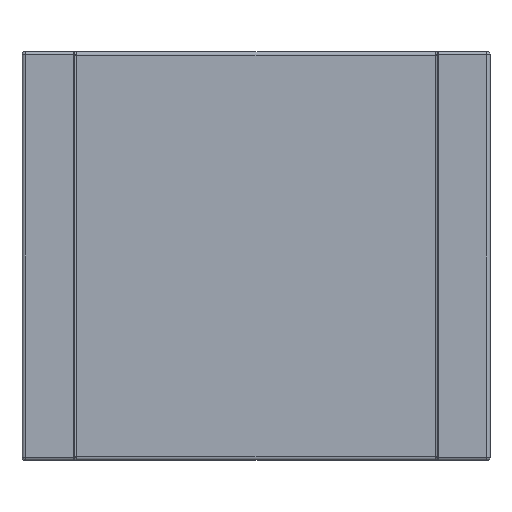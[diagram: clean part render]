
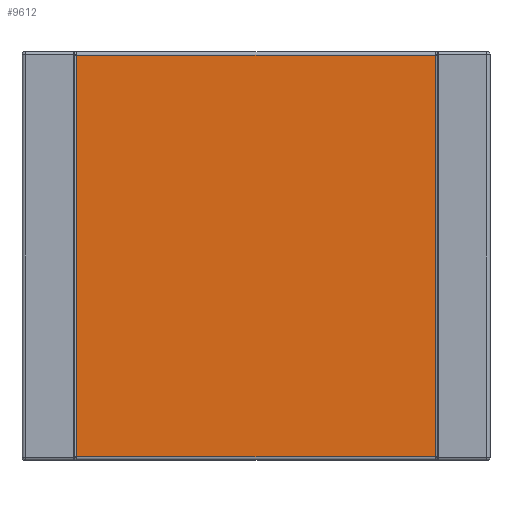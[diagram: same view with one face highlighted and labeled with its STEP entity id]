
A CAD part, front view. The second image highlights one B-rep face of the part: STEP entity #9612.
In plain terms, the highlighted planar face has unit normal (0, -1, 0).
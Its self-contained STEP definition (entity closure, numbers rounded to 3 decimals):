
#1270=CARTESIAN_POINT('',(2.194,0.01,2.455));
#1280=CARTESIAN_POINT('',(-2.194,0.01,
2.455));
#1324=DIRECTION('',(0.,0.,-1.));
#1325=VECTOR('',#1324,4.91);
#1326=CARTESIAN_POINT('',(2.194,0.01,2.455));
#1327=LINE('',#1326,#1325);
#1331=DIRECTION('',(1.,0.,0.));
#1332=VECTOR('',#1331,4.387);
#1333=CARTESIAN_POINT('',(-2.194,0.01,
-2.455));
#1334=LINE('',#1333,#1332);
#1338=DIRECTION('',(0.,0.,-1.));
#1339=VECTOR('',#1338,4.91);
#1340=CARTESIAN_POINT('',(-2.194,0.01,
2.455));
#1341=LINE('',#1340,#1339);
#1345=DIRECTION('',(-1.,0.,0.));
#1346=VECTOR('',#1345,4.387);
#1347=CARTESIAN_POINT('',(2.194,0.01,2.455));
#1348=LINE('',#1347,#1346);
#6421=VERTEX_POINT('',#1270);
#6422=CARTESIAN_POINT('',(2.194,0.01,
-2.455));
#6423=VERTEX_POINT('',#6422);
#6440=VERTEX_POINT('',#1280);
#6441=CARTESIAN_POINT('',(-2.194,0.01,
-2.455));
#6442=VERTEX_POINT('',#6441);
#9599=CARTESIAN_POINT('',(2.22,0.01,2.5));
#9600=DIRECTION('',(0.,1.,0.));
#9601=DIRECTION('',(-1.,0.,0.));
#9602=AXIS2_PLACEMENT_3D('',#9599,#9600,#9601);
#9603=PLANE('',#9602);
#9604=ORIENTED_EDGE('',*,*,#8515,.T.);
#9606=ORIENTED_EDGE('',*,*,#9605,.F.);
#9608=ORIENTED_EDGE('',*,*,#9607,.F.);
#9609=ORIENTED_EDGE('',*,*,#9586,.F.);
#9610=EDGE_LOOP('',(#9604,#9606,#9608,#9609));
#9611=FACE_OUTER_BOUND('',#9610,.F.);
#9612=ADVANCED_FACE('',(#9611),#9603,.F.);
#8515=EDGE_CURVE('',#6421,#6423,#1327,.T.);
#9586=EDGE_CURVE('',#6421,#6440,#1348,.T.);
#9605=EDGE_CURVE('',#6442,#6423,#1334,.T.);
#9607=EDGE_CURVE('',#6440,#6442,#1341,.T.);
